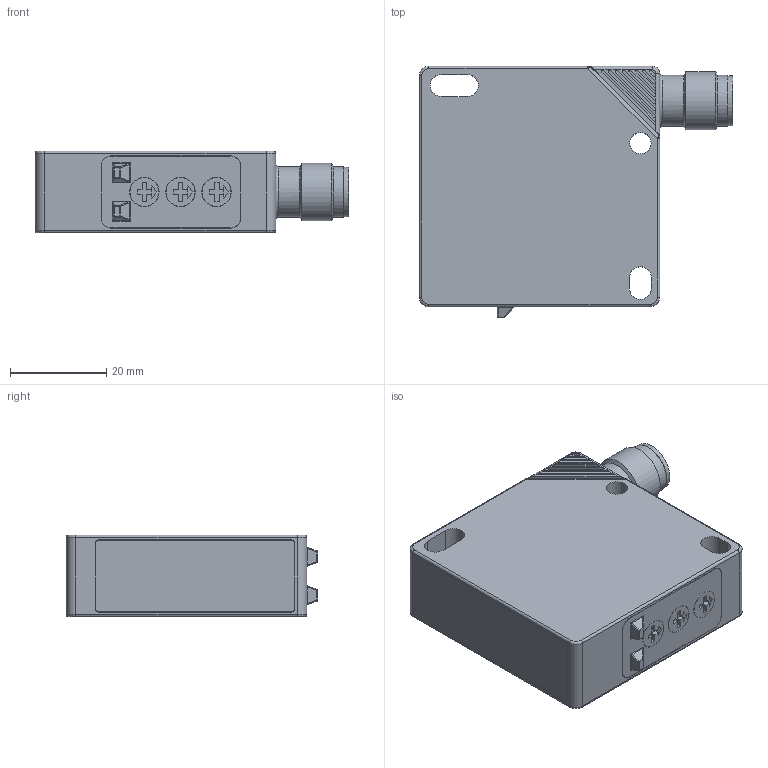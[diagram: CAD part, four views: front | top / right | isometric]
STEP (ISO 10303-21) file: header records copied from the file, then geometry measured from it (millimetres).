
FILE_DESCRIPTION(/* description */ (''),/* implementation_level */ '2;1');
FILE_NAME(/* name */ 'PC50-plug-bgs.stp',/* time_stamp */ '2017-03-01T10:18:17+01:00',/* author */ ('tvb'),/* organization */ (''),/* preprocessor_version */ 'ST-DEVELOPER v16.1',/* originating_system */ 'Autodesk Inventor 2016',/* authorisation */ '');
FILE_SCHEMA (('AUTOMOTIVE_DESIGN { 1 0 10303 214 3 1 1 }'));
Length unit declared in the file: centimetre
Products named in the file (1): PC50-plug-bgs
Bounding box: 65.2 x 52.32 x 17 mm (x, y, z)
Volume: 41745.2 mm3; surface area: 12574.9 mm2
Topology: 5 solids, 9 shells, 449 faces, 1144 edges, 703 vertices
Faces by surface type: plane 217, cylinder 166, bspline 35, sphere 20, torus 9, cone 2
Full cylindrical faces by diameter (mm): 0.7 x4, 1 x8, 4.45 x1, 6 x3, 6.1 x3, 7 x1, 8 x3, 8.3 x1, 9.4 x1, 9.5 x3, 10.4 x1, 10.6 x2, 12 x1
Entity records: 14205 total; most frequent: CARTESIAN_POINT 2991, DIRECTION 2323, ORIENTED_EDGE 2134, EDGE_CURVE 1067, AXIS2_PLACEMENT_3D 859, VERTEX_POINT 685, LINE 605, VECTOR 605
